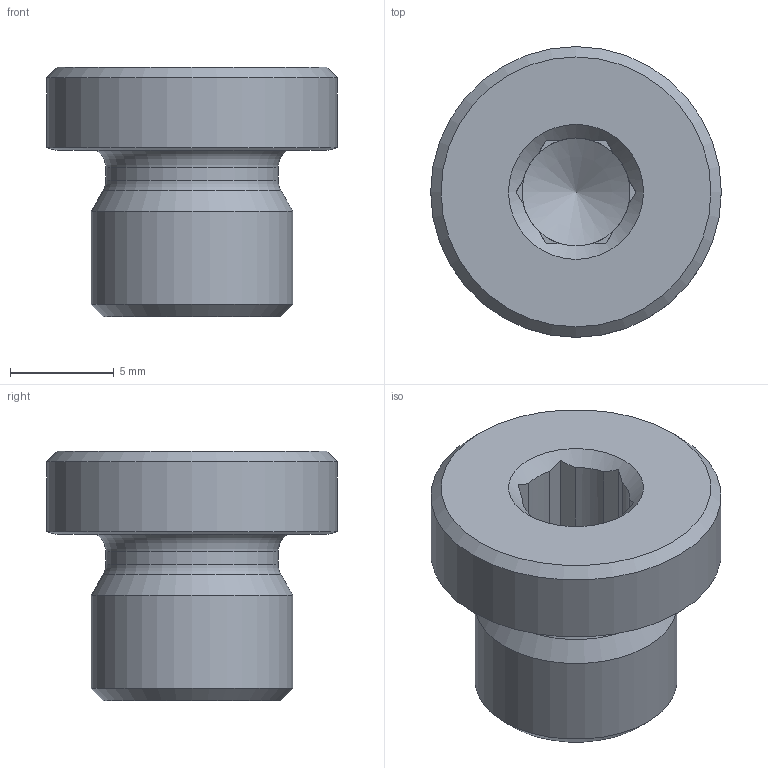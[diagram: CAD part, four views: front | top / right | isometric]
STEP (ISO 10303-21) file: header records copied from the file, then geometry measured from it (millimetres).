
FILE_DESCRIPTION((''),'2;1');
FILE_NAME('7230118.stp','2014-10-08T10:17:46',(''),('KNOMI spol. s r. o.'),'Autodesk Inventor 2012','Autodesk Inventor 2012','');
FILE_SCHEMA(('AUTOMOTIVE_DESIGN { 1 2 10303 214 0 1 1 1 }'));
Length unit declared in the file: millimetre
Products named in the file (1): ZKB G1/8
Bounding box: 14 x 14 x 12 mm (x, y, z)
Volume: 980 mm3; surface area: 825.5 mm2
Topology: 1 solids, 1 shells, 33 faces, 85 edges, 54 vertices
Faces by surface type: plane 20, cone 7, cylinder 4, torus 2
Full cylindrical faces by diameter (mm): 5.2 x1, 8.3 x1, 9.728 x1, 14 x1
Entity records: 904 total; most frequent: CARTESIAN_POINT 174, DIRECTION 148, ORIENTED_EDGE 134, EDGE_CURVE 67, AXIS2_PLACEMENT_3D 59, VERTEX_POINT 49, EDGE_LOOP 46, FACE_OUTER_BOUND 33
